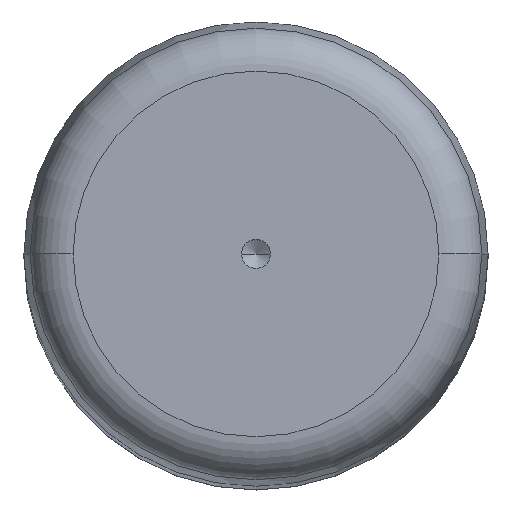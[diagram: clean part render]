
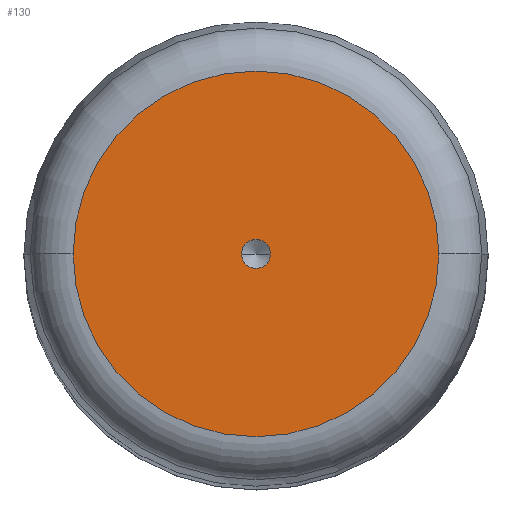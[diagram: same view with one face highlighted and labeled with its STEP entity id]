
A CAD part, top view. The second image highlights one B-rep face of the part: STEP entity #130.
In plain terms, the highlighted planar face has unit normal (0, 0, 1).
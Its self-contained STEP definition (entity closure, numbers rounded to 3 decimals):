
#2 = DIRECTION ( 'NONE',  ( 1., 0., 0. ) ) ;
#4 = CARTESIAN_POINT ( 'NONE',  ( 12.604, 0., 160. ) ) ;
#29 = VERTEX_POINT ( 'NONE', #72 ) ;
#33 = ORIENTED_EDGE ( 'NONE', *, *, #452, .F. ) ;
#37 = DIRECTION ( 'NONE',  ( 0., 0., 1. ) ) ;
#47 = AXIS2_PLACEMENT_3D ( 'NONE', #510, #447, #99 ) ;
#72 = CARTESIAN_POINT ( 'NONE',  ( -1., 0., 160. ) ) ;
#76 = CIRCLE ( 'NONE', #305, 12.604 ) ;
#84 = DIRECTION ( 'NONE',  ( 1., 0., 0. ) ) ;
#86 = ORIENTED_EDGE ( 'NONE', *, *, #671, .T. ) ;
#99 = DIRECTION ( 'NONE',  ( 1., 0., 0. ) ) ;
#127 = ORIENTED_EDGE ( 'NONE', *, *, #239, .F. ) ;
#130 = ADVANCED_FACE ( 'NONE', ( #371, #132 ), #595, .T. ) ;
#132 = FACE_OUTER_BOUND ( 'NONE', #462, .T. ) ;
#156 = EDGE_LOOP ( 'NONE', ( #127, #33 ) ) ;
#192 = DIRECTION ( 'NONE',  ( 1., 0., 0. ) ) ;
#193 = CARTESIAN_POINT ( 'NONE',  ( 0., 0., 160. ) ) ;
#205 = CIRCLE ( 'NONE', #47, 12.604 ) ;
#219 = ORIENTED_EDGE ( 'NONE', *, *, #381, .T. ) ;
#239 = EDGE_CURVE ( 'NONE', #269, #29, #376, .T. ) ;
#240 = CARTESIAN_POINT ( 'NONE',  ( 1., 0., 160. ) ) ;
#269 = VERTEX_POINT ( 'NONE', #240 ) ;
#299 = AXIS2_PLACEMENT_3D ( 'NONE', #309, #370, #2 ) ;
#305 = AXIS2_PLACEMENT_3D ( 'NONE', #193, #37, #192 ) ;
#309 = CARTESIAN_POINT ( 'NONE',  ( 0., 0., 160. ) ) ;
#370 = DIRECTION ( 'NONE',  ( 0., 0., 1. ) ) ;
#371 = FACE_BOUND ( 'NONE', #156, .T. ) ;
#376 = CIRCLE ( 'NONE', #299, 1. ) ;
#377 = DIRECTION ( 'NONE',  ( 1., 0., 0. ) ) ;
#381 = EDGE_CURVE ( 'NONE', #669, #455, #76, .T. ) ;
#436 = CARTESIAN_POINT ( 'NONE',  ( 0., 0., 160. ) ) ;
#447 = DIRECTION ( 'NONE',  ( 0., 0., 1. ) ) ;
#452 = EDGE_CURVE ( 'NONE', #29, #269, #537, .T. ) ;
#455 = VERTEX_POINT ( 'NONE', #4 ) ;
#462 = EDGE_LOOP ( 'NONE', ( #86, #219 ) ) ;
#510 = CARTESIAN_POINT ( 'NONE',  ( 0., 0., 160. ) ) ;
#530 = AXIS2_PLACEMENT_3D ( 'NONE', #436, #603, #84 ) ;
#532 = CARTESIAN_POINT ( 'NONE',  ( -12.604, 0., 160. ) ) ;
#537 = CIRCLE ( 'NONE', #567, 1. ) ;
#567 = AXIS2_PLACEMENT_3D ( 'NONE', #611, #672, #377 ) ;
#595 = PLANE ( 'NONE',  #530 ) ;
#603 = DIRECTION ( 'NONE',  ( 0., 0., 1. ) ) ;
#611 = CARTESIAN_POINT ( 'NONE',  ( 0., 0., 160. ) ) ;
#669 = VERTEX_POINT ( 'NONE', #532 ) ;
#671 = EDGE_CURVE ( 'NONE', #455, #669, #205, .T. ) ;
#672 = DIRECTION ( 'NONE',  ( 0., 0., 1. ) ) ;
